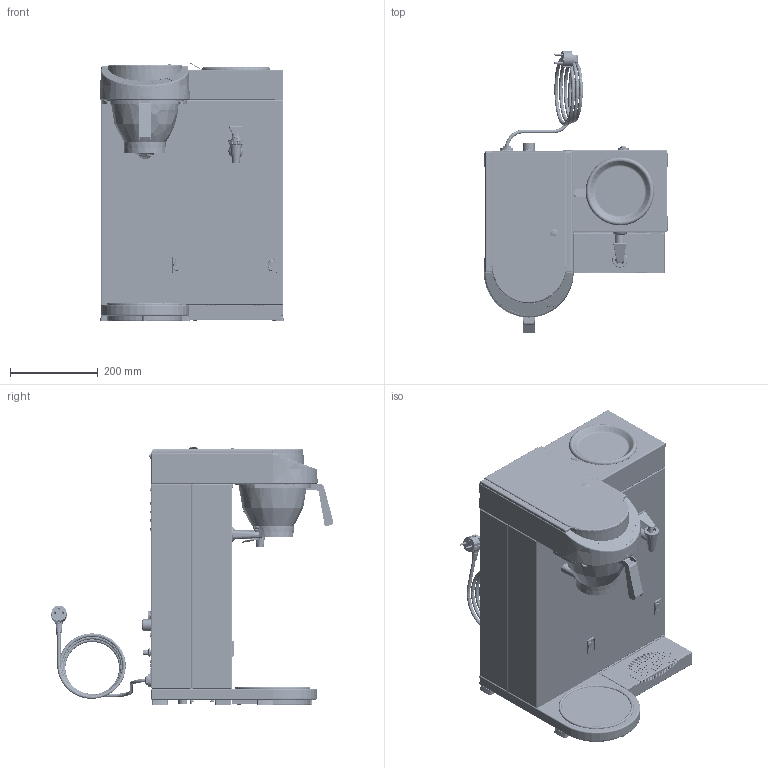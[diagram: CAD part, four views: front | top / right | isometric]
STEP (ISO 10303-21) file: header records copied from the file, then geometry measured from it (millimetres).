
FILE_DESCRIPTION(/* description */ (''),/* implementation_level */ '2;1');
FILE_NAME(/* name */ '10547_Shrinkwrap_1.stp',/* time_stamp */ '2020-06-22T16:52:57+02:00',/* author */ ('jkloosterman'),/* organization */ (''),/* preprocessor_version */ 'ST-DEVELOPER v17.2',/* originating_system */ 'Autodesk Inventor 2019',/* authorisation */ '');
FILE_SCHEMA (('AUTOMOTIVE_DESIGN { 1 0 10303 214 3 1 1 }'));
Products named in the file (1): 10547_Shrinkwrap_1
Bounding box: 420.14 x 643.35 x 588.69 mm (x, y, z)
Volume: 2385633.8 mm3; surface area: 3715457.8 mm2
Topology: 120 solids, 120 shells, 8029 faces, 21462 edges, 13872 vertices
Faces by surface type: plane 5053, cylinder 1669, bspline 519, cone 405, torus 258, sphere 125
Full cylindrical faces by diameter (mm): 0.2 x1, 0.5 x6, 0.599 x2, 0.6 x1, 0.799 x3, 1.199 x3, 1.2 x8, 1.5 x4, 1.6 x13, 1.7 x10, 1.75 x1, 2 x8, 2.2 x1, 2.5 x10, 2.566 x4, 2.6 x2, 2.8 x4, 3 x8, 3.005 x2, 3.023 x2, 3.2 x4, 3.246 x5, 3.3 x32, 3.5 x28, 3.501 x16, 3.621 x2, 4 x23, 4.134 x3, 4.48 x2, 4.5 x28
Entity records: 301730 total; most frequent: CARTESIAN_POINT 92251, ORIENTED_EDGE 42762, DIRECTION 40271, EDGE_CURVE 21381, VERTEX_POINT 13876, LINE 13769, VECTOR 13769, AXIS2_PLACEMENT_3D 13251
